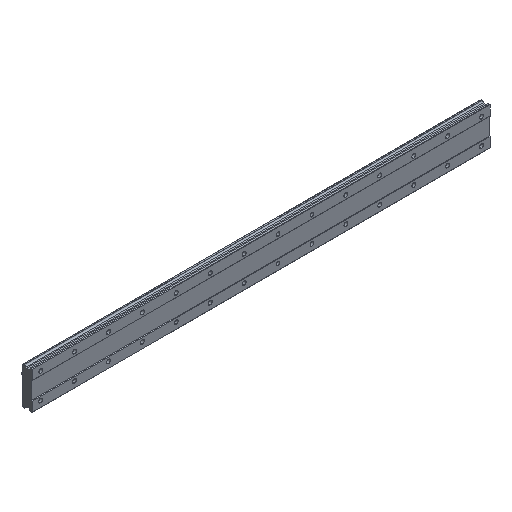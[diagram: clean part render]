
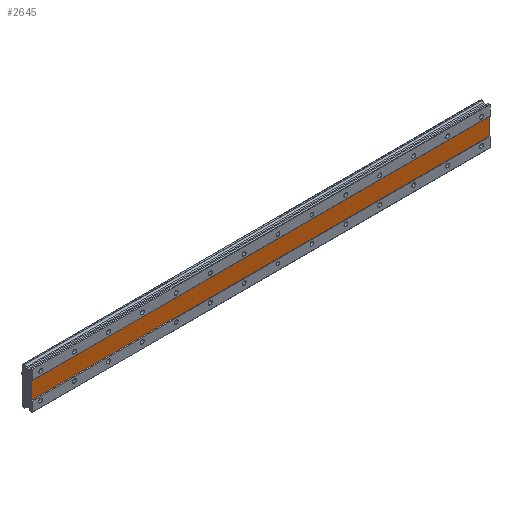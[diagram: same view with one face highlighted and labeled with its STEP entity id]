
A CAD part, isometric view. The second image highlights one B-rep face of the part: STEP entity #2645.
In plain terms, the highlighted planar face has unit normal (0, -1, 0).
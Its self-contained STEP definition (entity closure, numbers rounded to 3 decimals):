
#9 = VERTEX_POINT ( 'NONE', #4940 ) ;
#47 = EDGE_CURVE ( 'NONE', #2040, #4730, #1052, .T. ) ;
#174 = DIRECTION ( 'NONE',  ( 0., 0., -1. ) ) ;
#266 = CARTESIAN_POINT ( 'NONE',  ( 1060., 1., 20. ) ) ;
#280 = ORIENTED_EDGE ( 'NONE', *, *, #1491, .F. ) ;
#767 = DIRECTION ( 'NONE',  ( 0., 0., -1. ) ) ;
#850 = AXIS2_PLACEMENT_3D ( 'NONE', #1988, #1610, #3319 ) ;
#935 = VECTOR ( 'NONE', #4235, 1000. ) ;
#1052 = LINE ( 'NONE', #2732, #1916 ) ;
#1270 = EDGE_CURVE ( 'NONE', #2040, #9, #1633, .T. ) ;
#1329 = CARTESIAN_POINT ( 'NONE',  ( 1060., 1., -20. ) ) ;
#1491 = EDGE_CURVE ( 'NONE', #4730, #1777, #2427, .T. ) ;
#1610 = DIRECTION ( 'NONE',  ( 0., 1., 0. ) ) ;
#1633 = LINE ( 'NONE', #5219, #4346 ) ;
#1643 = ORIENTED_EDGE ( 'NONE', *, *, #47, .F. ) ;
#1777 = VERTEX_POINT ( 'NONE', #2480 ) ;
#1916 = VECTOR ( 'NONE', #4873, 1000. ) ;
#1988 = CARTESIAN_POINT ( 'NONE',  ( 1060., 1., 20. ) ) ;
#2040 = VERTEX_POINT ( 'NONE', #4844 ) ;
#2166 = ORIENTED_EDGE ( 'NONE', *, *, #3283, .F. ) ;
#2427 = LINE ( 'NONE', #5395, #4541 ) ;
#2480 = CARTESIAN_POINT ( 'NONE',  ( 1060., 1., -20. ) ) ;
#2645 = ADVANCED_FACE ( 'NONE', ( #4288 ), #3293, .F. ) ;
#2732 = CARTESIAN_POINT ( 'NONE',  ( 1060., 1., 20. ) ) ;
#3123 = ORIENTED_EDGE ( 'NONE', *, *, #1270, .T. ) ;
#3283 = EDGE_CURVE ( 'NONE', #1777, #9, #5123, .T. ) ;
#3293 = PLANE ( 'NONE',  #850 ) ;
#3319 = DIRECTION ( 'NONE',  ( 0., 0., 1. ) ) ;
#3544 = EDGE_LOOP ( 'NONE', ( #2166, #280, #1643, #3123 ) ) ;
#4235 = DIRECTION ( 'NONE',  ( -1., 0., 0. ) ) ;
#4288 = FACE_OUTER_BOUND ( 'NONE', #3544, .T. ) ;
#4346 = VECTOR ( 'NONE', #174, 1000. ) ;
#4541 = VECTOR ( 'NONE', #767, 1000. ) ;
#4730 = VERTEX_POINT ( 'NONE', #266 ) ;
#4844 = CARTESIAN_POINT ( 'NONE',  ( -20., 1., 20. ) ) ;
#4873 = DIRECTION ( 'NONE',  ( 1., 0., 0. ) ) ;
#4940 = CARTESIAN_POINT ( 'NONE',  ( -20., 1., -20. ) ) ;
#5123 = LINE ( 'NONE', #1329, #935 ) ;
#5219 = CARTESIAN_POINT ( 'NONE',  ( -20., 1., 44.91 ) ) ;
#5395 = CARTESIAN_POINT ( 'NONE',  ( 1060., 1., 44.91 ) ) ;
